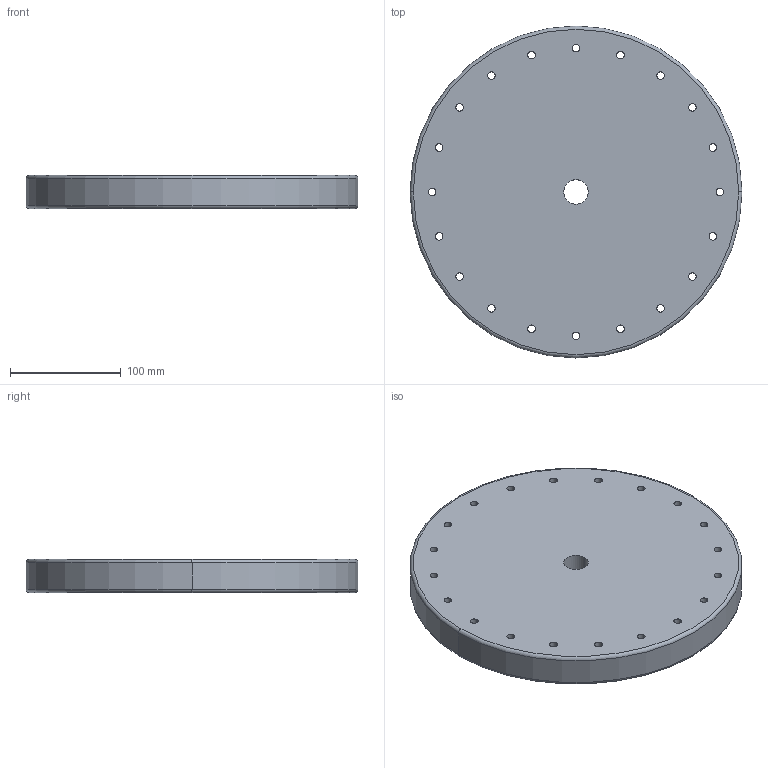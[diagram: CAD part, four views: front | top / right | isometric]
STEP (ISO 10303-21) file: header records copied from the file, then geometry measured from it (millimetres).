
FILE_DESCRIPTION (( 'STEP AP214' ), '1' );
FILE_NAME ('1.STEP', '2026-02-03T05:53:30', ( '' ), ( '' ), 'SwSTEP 2.0', 'SolidWorks 2026', '' );
FILE_SCHEMA (( 'AUTOMOTIVE_DESIGN' ));
Length unit declared in the file: millimetre
Products named in the file (1): 1
Bounding box: 300 x 300 x 30 mm (x, y, z)
Volume: 2083756.5 mm3; surface area: 179882.9 mm2
Topology: 1 solids, 1 shells, 90 faces, 220 edges, 132 vertices
Faces by surface type: cylinder 44, cone 40, torus 4, plane 2
Entity records: 2775 total; most frequent: DIRECTION 538, CARTESIAN_POINT 443, ORIENTED_EDGE 440, AXIS2_PLACEMENT_3D 227, EDGE_CURVE 220, CIRCLE 136, VERTEX_POINT 132, EDGE_LOOP 132
